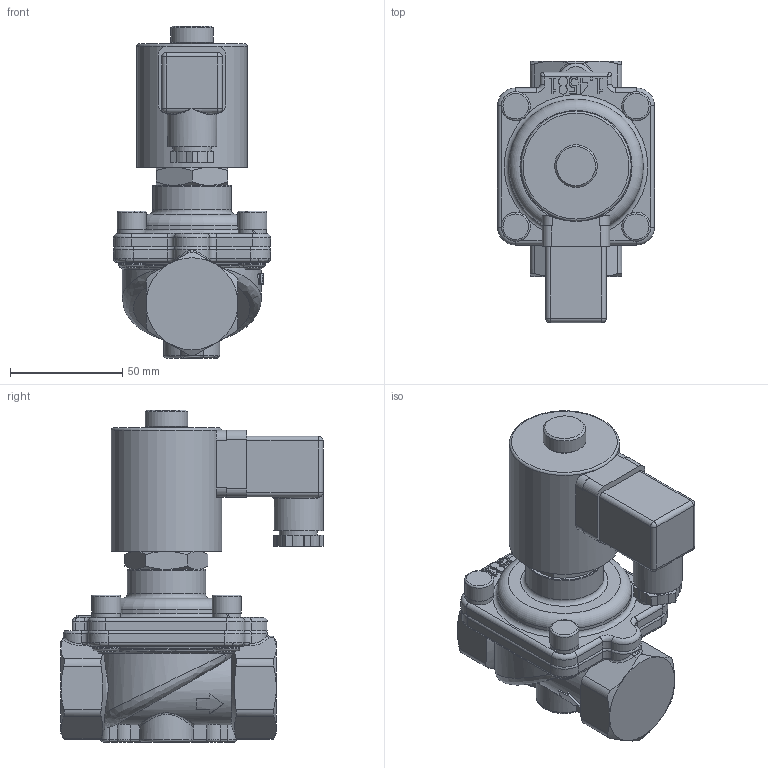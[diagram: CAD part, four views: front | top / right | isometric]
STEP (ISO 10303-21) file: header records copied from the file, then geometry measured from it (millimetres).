
FILE_DESCRIPTION(/* description */ ('3D-Modell'),/* implementation_level */ '2;1');
FILE_NAME(/* name */ '043.004275_E4325-0801-.808.stp',/* time_stamp */ '2018-04-19T09:55:18+02:00',/* author */ ('EFast'),/* organization */ (''),/* preprocessor_version */ 'ST-DEVELOPER v16.1',/* originating_system */ 'Autodesk Inventor 2016',/* authorisation */ '');
FILE_SCHEMA (('AUTOMOTIVE_DESIGN { 1 0 10303 214 3 1 1 }'));
Length unit declared in the file: millimetre
Products named in the file (1): 87-019241
Bounding box: 70 x 116.8 x 148 mm (x, y, z)
Volume: 410308.2 mm3; surface area: 51144.3 mm2
Topology: 1 solids, 1 shells, 583 faces, 1507 edges, 945 vertices
Faces by surface type: plane 249, cylinder 151, bspline 74, torus 73, cone 32, sphere 4
Full cylindrical faces by diameter (mm): 8 x8, 13 x4, 17 x1, 19 x1, 22 x1, 35 x1, 49.2 x1, 60 x1
Entity records: 22001 total; most frequent: CARTESIAN_POINT 8643, ORIENTED_EDGE 2888, DIRECTION 2605, EDGE_CURVE 1442, AXIS2_PLACEMENT_3D 996, VERTEX_POINT 929, EDGE_LOOP 659, LINE 613
